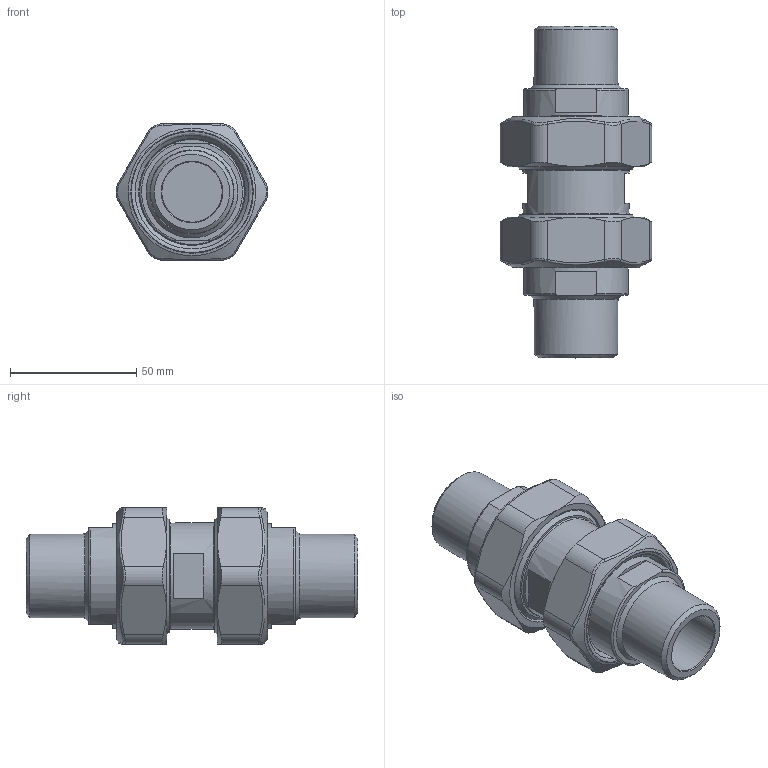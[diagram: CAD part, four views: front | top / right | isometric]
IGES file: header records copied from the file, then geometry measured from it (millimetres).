
Global section: file name: 304760A_Simplify_1; native system: Autodesk Inventor 2025; preprocessor: unknown; author: ischreiner; date: 20250821.110526; units: inch
Bounding box: 60.09 x 131.36 x 54.1 mm (x, y, z)
Volume: 153419.5 mm3; surface area: 46447.8 mm2
Topology: 5 solids, 5 shells, 147 faces, 340 edges, 213 vertices
Faces by surface type: bspline 147
